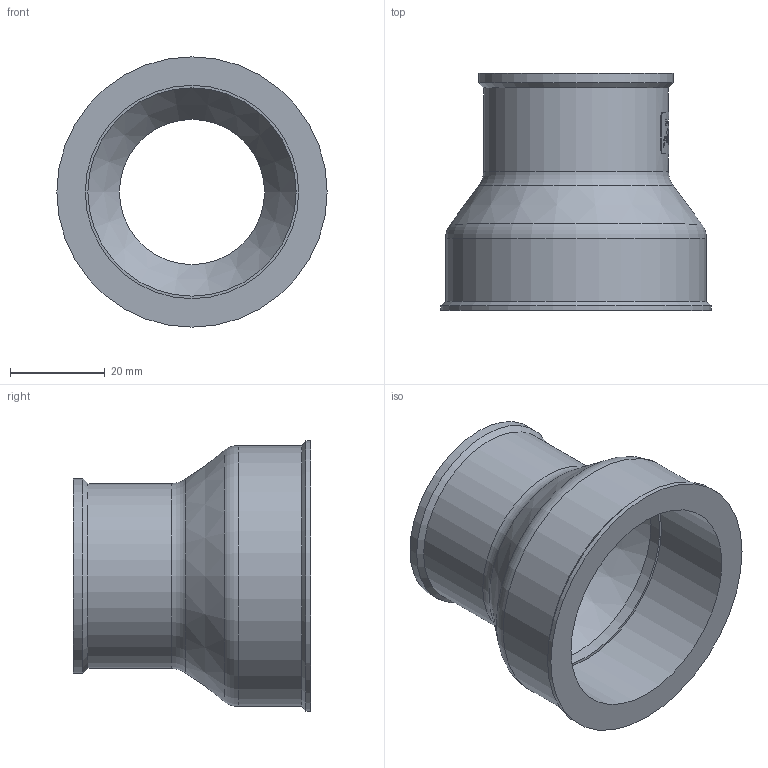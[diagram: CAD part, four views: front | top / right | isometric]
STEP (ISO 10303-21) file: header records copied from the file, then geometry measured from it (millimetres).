
FILE_DESCRIPTION(/* description */ (''),/* implementation_level */ '2;1');
FILE_NAME(/* name */ '51032 Reduziermuffe 10-15_3d.stp',/* time_stamp */ '2017-08-15T11:43:38+02:00',/* author */ ('guzb562'),/* organization */ (''),/* preprocessor_version */ 'ST-DEVELOPER v16.1',/* originating_system */ 'Autodesk Inventor 2016',/* authorisation */ '11087,6 mm^3');
FILE_SCHEMA (('AUTOMOTIVE_DESIGN { 1 0 10303 214 3 1 1 }'));
Length unit declared in the file: millimetre
Products named in the file (1): 51032 Reduziermuffe 10-15_3d
Bounding box: 57 x 50 x 57 mm (x, y, z)
Volume: 28481.8 mm3; surface area: 15592.2 mm2
Topology: 1 solids, 1 shells, 223 faces, 581 edges, 384 vertices
Faces by surface type: plane 105, bspline 78, cylinder 34, cone 4, torus 2
Full cylindrical faces by diameter (mm): 30.6 x1, 31 x1, 39 x1, 41 x1, 43.902 x1, 45 x1, 55 x1, 57 x1
Entity records: 9955 total; most frequent: CARTESIAN_POINT 4889, ORIENTED_EDGE 1134, DIRECTION 865, EDGE_CURVE 567, VERTEX_POINT 384, AXIS2_PLACEMENT_3D 316, EDGE_LOOP 263, LINE 233
